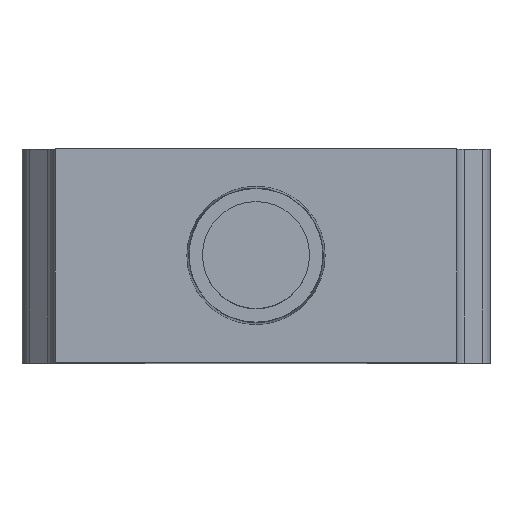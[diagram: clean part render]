
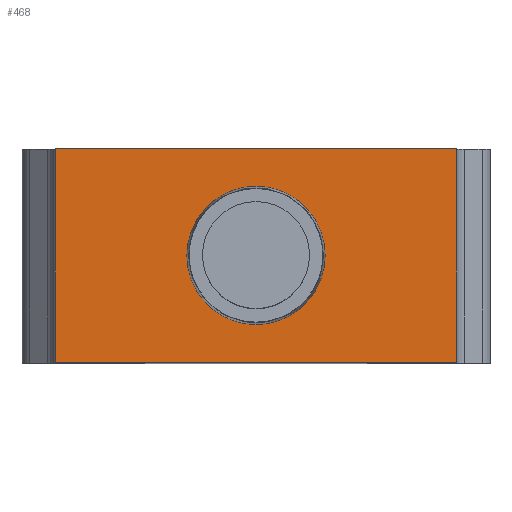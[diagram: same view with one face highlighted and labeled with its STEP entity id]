
A CAD part, top view. The second image highlights one B-rep face of the part: STEP entity #468.
In plain terms, the highlighted face is planar.
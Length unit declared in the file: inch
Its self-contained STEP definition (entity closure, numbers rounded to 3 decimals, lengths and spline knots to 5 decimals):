
#39 = CARTESIAN_POINT ( 'NONE',  ( 0., 0., -0.57087 ) ) ;
#186 = PLANE ( 'NONE',  #1108 ) ;
#273 = CARTESIAN_POINT ( 'NONE',  ( -0.38696, 0., -0.31496 ) ) ;
#283 = VERTEX_POINT ( 'NONE', #932 ) ;
#330 = EDGE_LOOP ( 'NONE', ( #556 ) ) ;
#418 = DIRECTION ( 'NONE',  ( -1., 0., 0. ) ) ;
#468 = ADVANCED_FACE ( 'NONE', ( #1483, #1713 ), #186, .T. ) ;
#556 = ORIENTED_EDGE ( 'NONE', *, *, #2036, .T. ) ;
#574 = DIRECTION ( 'NONE',  ( 1., 0., 0. ) ) ;
#607 = LINE ( 'NONE', #761, #2169 ) ;
#669 = CARTESIAN_POINT ( 'NONE',  ( -1.1811, 0., -0.62992 ) ) ;
#748 = CARTESIAN_POINT ( 'NONE',  ( -0.59055, 0., -0.31496 ) ) ;
#761 = CARTESIAN_POINT ( 'NONE',  ( -1.27953, 0., -0.62992 ) ) ;
#932 = CARTESIAN_POINT ( 'NONE',  ( 0., 0., 0. ) ) ;
#940 = LINE ( 'NONE', #1541, #2368 ) ;
#959 = CARTESIAN_POINT ( 'NONE',  ( -1.1811, 0., -0.62992 ) ) ;
#979 = ORIENTED_EDGE ( 'NONE', *, *, #1596, .F. ) ;
#1033 = VECTOR ( 'NONE', #1440, 39.37008 ) ;
#1038 = VERTEX_POINT ( 'NONE', #273 ) ;
#1108 = AXIS2_PLACEMENT_3D ( 'NONE', #39, #2063, #2234 ) ;
#1368 = CARTESIAN_POINT ( 'NONE',  ( -1.1811, 0., 0. ) ) ;
#1370 = EDGE_LOOP ( 'NONE', ( #979, #1411, #2104, #1566 ) ) ;
#1411 = ORIENTED_EDGE ( 'NONE', *, *, #1958, .F. ) ;
#1429 = AXIS2_PLACEMENT_3D ( 'NONE', #748, #1889, #574 ) ;
#1440 = DIRECTION ( 'NONE',  ( 0., 0., 1. ) ) ;
#1483 = FACE_BOUND ( 'NONE', #330, .T. ) ;
#1520 = DIRECTION ( 'NONE',  ( -1., 0., 0. ) ) ;
#1535 = LINE ( 'NONE', #959, #1845 ) ;
#1541 = CARTESIAN_POINT ( 'NONE',  ( 0., 0., 0. ) ) ;
#1566 = ORIENTED_EDGE ( 'NONE', *, *, #2001, .T. ) ;
#1596 = EDGE_CURVE ( 'NONE', #2146, #2205, #1535, .T. ) ;
#1713 = FACE_OUTER_BOUND ( 'NONE', #1370, .T. ) ;
#1786 = CARTESIAN_POINT ( 'NONE',  ( 0., 0., -0.57087 ) ) ;
#1845 = VECTOR ( 'NONE', #2090, 39.37008 ) ;
#1859 = CIRCLE ( 'NONE', #1429, 0.20359 ) ;
#1889 = DIRECTION ( 'NONE',  ( 0., 1., 0. ) ) ;
#1935 = CARTESIAN_POINT ( 'NONE',  ( 0., 0., -0.62992 ) ) ;
#1958 = EDGE_CURVE ( 'NONE', #2156, #2146, #607, .T. ) ;
#2001 = EDGE_CURVE ( 'NONE', #283, #2205, #940, .T. ) ;
#2036 = EDGE_CURVE ( 'NONE', #1038, #1038, #1859, .T. ) ;
#2063 = DIRECTION ( 'NONE',  ( 0., -1., 0. ) ) ;
#2090 = DIRECTION ( 'NONE',  ( 0., 0., 1. ) ) ;
#2104 = ORIENTED_EDGE ( 'NONE', *, *, #2218, .T. ) ;
#2146 = VERTEX_POINT ( 'NONE', #669 ) ;
#2156 = VERTEX_POINT ( 'NONE', #1935 ) ;
#2169 = VECTOR ( 'NONE', #418, 39.37008 ) ;
#2205 = VERTEX_POINT ( 'NONE', #1368 ) ;
#2218 = EDGE_CURVE ( 'NONE', #2156, #283, #2338, .T. ) ;
#2234 = DIRECTION ( 'NONE',  ( -1., 0., 0. ) ) ;
#2338 = LINE ( 'NONE', #1786, #1033 ) ;
#2368 = VECTOR ( 'NONE', #1520, 39.37008 ) ;
